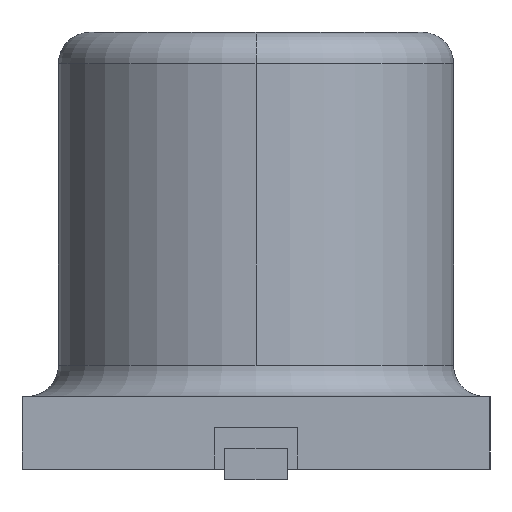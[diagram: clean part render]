
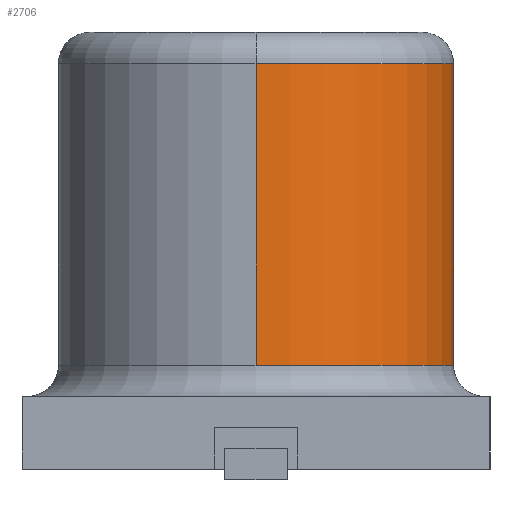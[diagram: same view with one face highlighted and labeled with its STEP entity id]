
A CAD part, left-side view. The second image highlights one B-rep face of the part: STEP entity #2706.
In plain terms, the highlighted cylindrical face has radius 1.9 mm (diameter 3.8 mm), a partial arc.
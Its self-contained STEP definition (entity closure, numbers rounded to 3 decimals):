
#49 = VERTEX_POINT ( 'NONE', #777 ) ;
#181 = CIRCLE ( 'NONE', #2142, 1.9 ) ;
#314 = ORIENTED_EDGE ( 'NONE', *, *, #2824, .T. ) ;
#656 = LINE ( 'NONE', #3975, #704 ) ;
#704 = VECTOR ( 'NONE', #4341, 1000. ) ;
#777 = CARTESIAN_POINT ( 'NONE',  ( -3.25, -1.9, 3.9 ) ) ;
#879 = FACE_OUTER_BOUND ( 'NONE', #2104, .T. ) ;
#962 = VERTEX_POINT ( 'NONE', #2051 ) ;
#982 = CARTESIAN_POINT ( 'NONE',  ( -5.15, 0., 4.2 ) ) ;
#1076 = VERTEX_POINT ( 'NONE', #3480 ) ;
#1233 = DIRECTION ( 'NONE',  ( 0., 0., -1. ) ) ;
#1516 = EDGE_CURVE ( 'NONE', #1076, #2025, #181, .T. ) ;
#1591 = CIRCLE ( 'NONE', #3422, 1.9 ) ;
#1702 = CYLINDRICAL_SURFACE ( 'NONE', #4097, 1.9 ) ;
#1910 = ORIENTED_EDGE ( 'NONE', *, *, #3241, .F. ) ;
#1932 = CARTESIAN_POINT ( 'NONE',  ( -3.25, 0., 4.2 ) ) ;
#2025 = VERTEX_POINT ( 'NONE', #4012 ) ;
#2051 = CARTESIAN_POINT ( 'NONE',  ( -5.15, 0., 3.9 ) ) ;
#2104 = EDGE_LOOP ( 'NONE', ( #2787, #314, #3943, #1910 ) ) ;
#2142 = AXIS2_PLACEMENT_3D ( 'NONE', #3789, #2406, #4171 ) ;
#2329 = EDGE_CURVE ( 'NONE', #49, #962, #1591, .T. ) ;
#2406 = DIRECTION ( 'NONE',  ( 0., 0., 1. ) ) ;
#2448 = DIRECTION ( 'NONE',  ( 0., 0., -1. ) ) ;
#2706 = ADVANCED_FACE ( 'NONE', ( #879 ), #1702, .T. ) ;
#2787 = ORIENTED_EDGE ( 'NONE', *, *, #2329, .T. ) ;
#2806 = DIRECTION ( 'NONE',  ( -1., 0., 0. ) ) ;
#2824 = EDGE_CURVE ( 'NONE', #962, #1076, #3439, .T. ) ;
#3005 = DIRECTION ( 'NONE',  ( -1., 0., 0. ) ) ;
#3241 = EDGE_CURVE ( 'NONE', #49, #2025, #656, .T. ) ;
#3422 = AXIS2_PLACEMENT_3D ( 'NONE', #4203, #2448, #2806 ) ;
#3439 = LINE ( 'NONE', #982, #4229 ) ;
#3480 = CARTESIAN_POINT ( 'NONE',  ( -5.15, 0., 1. ) ) ;
#3789 = CARTESIAN_POINT ( 'NONE',  ( -3.25, 0., 1. ) ) ;
#3811 = DIRECTION ( 'NONE',  ( 0., 0., -1. ) ) ;
#3943 = ORIENTED_EDGE ( 'NONE', *, *, #1516, .T. ) ;
#3975 = CARTESIAN_POINT ( 'NONE',  ( -3.25, -1.9, 4.2 ) ) ;
#4012 = CARTESIAN_POINT ( 'NONE',  ( -3.25, -1.9, 1. ) ) ;
#4097 = AXIS2_PLACEMENT_3D ( 'NONE', #1932, #1233, #3005 ) ;
#4171 = DIRECTION ( 'NONE',  ( 1., 0., 0. ) ) ;
#4203 = CARTESIAN_POINT ( 'NONE',  ( -3.25, 0., 3.9 ) ) ;
#4229 = VECTOR ( 'NONE', #3811, 1000. ) ;
#4341 = DIRECTION ( 'NONE',  ( 0., 0., -1. ) ) ;
